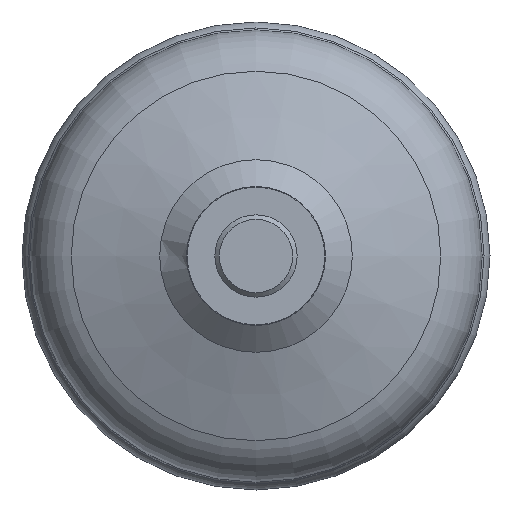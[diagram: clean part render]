
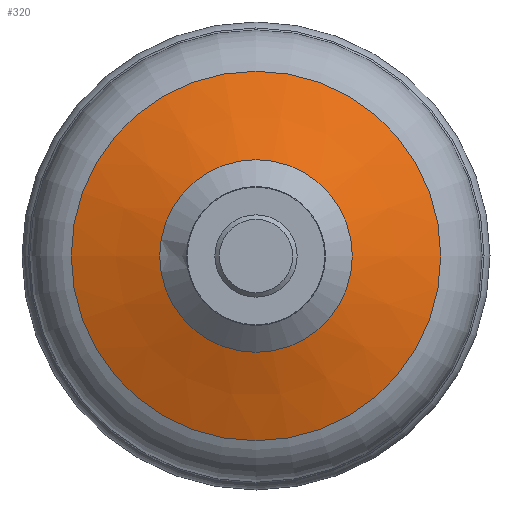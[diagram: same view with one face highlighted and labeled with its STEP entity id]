
A CAD part, left-side view. The second image highlights one B-rep face of the part: STEP entity #320.
In plain terms, the highlighted conical face has half-angle 70.058 degrees and reference radius 35.736 mm.
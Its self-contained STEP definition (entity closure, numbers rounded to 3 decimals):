
#286=CARTESIAN_POINT('',(100.276,159.5,0.0));
#287=VERTEX_POINT('',#286);
#288=CARTESIAN_POINT('',(100.276,135.0,0.0));
#289=DIRECTION('',(1.0,0.0,0.0));
#290=DIRECTION('',(0.0,1.0,0.0));
#291=AXIS2_PLACEMENT_3D('',#288,#289,#290);
#292=CIRCLE('',#291,24.5);
#293=EDGE_CURVE('',#287,#287,#292,.T.);
#301=CARTESIAN_POINT('',(104.353,135.0,0.0));
#302=DIRECTION('',(1.0,0.,0.0));
#303=DIRECTION('',(0.0,1.0,0.0));
#304=AXIS2_PLACEMENT_3D('',#301,#302,#303);
#305=CONICAL_SURFACE('',#304,35.736,70.058);
#306=CARTESIAN_POINT('',(108.429,181.972,0.0));
#307=VERTEX_POINT('',#306);
#308=CARTESIAN_POINT('',(108.429,135.,0.0));
#309=DIRECTION('',(1.0,0.0,0.0));
#310=DIRECTION('',(0.0,1.0,0.0));
#311=AXIS2_PLACEMENT_3D('',#308,#309,#310);
#312=CIRCLE('',#311,46.972);
#313=EDGE_CURVE('',#307,#307,#312,.T.);
#314=ORIENTED_EDGE('',*,*,#313,.F.);
#315=EDGE_LOOP('',(#314));
#316=FACE_OUTER_BOUND('',#315,.T.);
#317=ORIENTED_EDGE('',*,*,#293,.T.);
#318=EDGE_LOOP('',(#317));
#319=FACE_BOUND('',#318,.T.);
#320=ADVANCED_FACE('',(#316,#319),#305,.T.);
